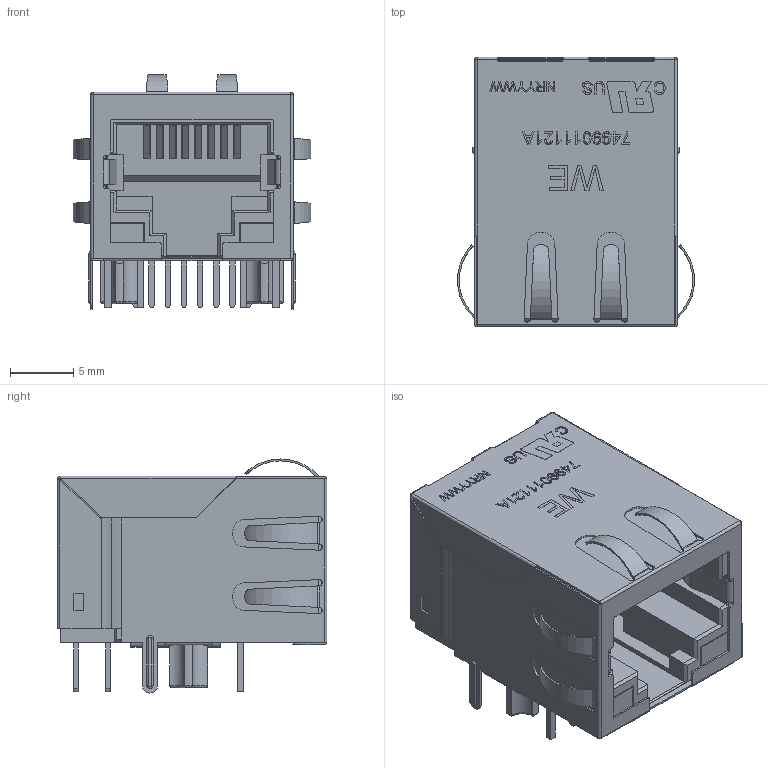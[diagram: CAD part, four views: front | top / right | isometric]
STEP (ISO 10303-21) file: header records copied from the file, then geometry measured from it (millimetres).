
FILE_DESCRIPTION(/* description */ ('Unknown'),/* implementation_level */ '2;1');
FILE_NAME(/* name */ '7499011121A',/* time_stamp */ '2023-02-13T09:52:10+01:00',/* author */ ('Unknown'),/* organization */ ('Unknown'),/* preprocessor_version */ 'ST-DEVELOPER v16.7',/* originating_system */ 'Solid Edge',/* authorisation */ 'Unknown');
FILE_SCHEMA (('AUTOMOTIVE_DESIGN {1 0 10303 214 3 1 1}'));
Length unit declared in the file: millimetre
Products named in the file (16): 7499011121A; 91502002701; 91733002002; 91502002002; 91704002002; 91317001005; 91317002505; 91704002001; 91704001001; 91704001002; 91704001003; 91704001004; 91704001005; 91704001006; 91704001007; 91704001008
Assembly tree (21 placements, depth 2):
  7499011121A
    91502002701
    91733002002
    91502002002
    91704002002  x4
    91317001005
    91317002505
    91704002001  x4
    91704001001
    91704001002
    91704001003
    91704001004
    91704001005
    91704001006
    91704001007
    91704001008
Bounding box: 18.7 x 21.25 x 18.45 mm (x, y, z)
Volume: 1834.6 mm3; surface area: 7195.9 mm2
Topology: 21 solids, 21 shells, 1712 faces, 4705 edges, 3051 vertices
Faces by surface type: plane 1310, cylinder 302, bspline 76, torus 24
Entity records: 53744 total; most frequent: CARTESIAN_POINT 11528, ORIENTED_EDGE 8214, DIRECTION 7005, EDGE_CURVE 4107, LINE 3213, VECTOR 3213, VERTEX_POINT 2667, AXIS2_PLACEMENT_3D 1896
